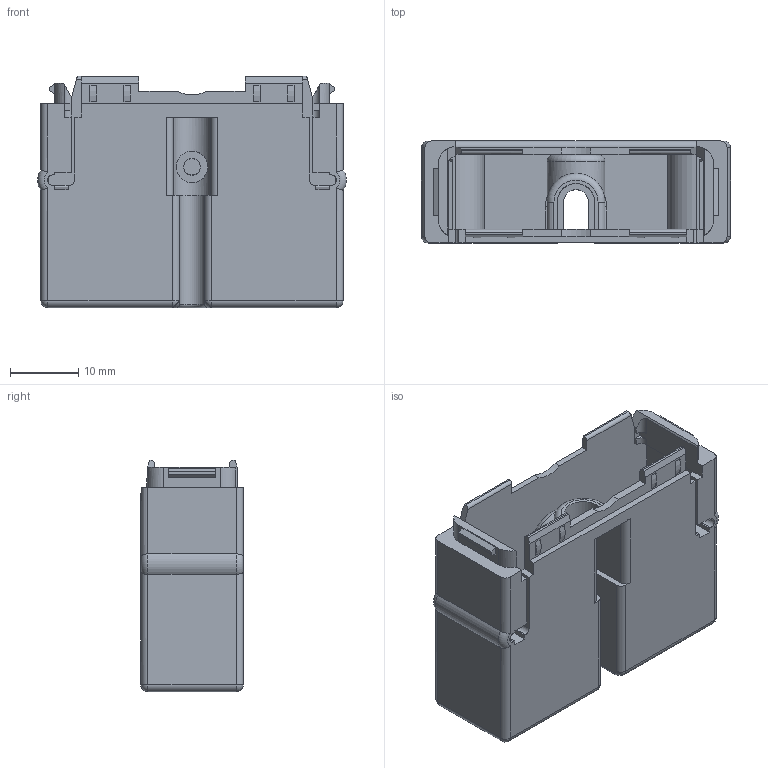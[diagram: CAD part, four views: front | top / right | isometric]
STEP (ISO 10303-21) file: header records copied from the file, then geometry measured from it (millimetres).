
FILE_DESCRIPTION((''),'2;1');
FILE_NAME('33516012303','2020-01-13T',('presta_be4'),(''),'CREO PARAMETRIC BY PTC INC, 2018360','CREO PARAMETRIC BY PTC INC, 2018360','');
FILE_SCHEMA(('CONFIG_CONTROL_DESIGN'));
Length unit declared in the file: millimetre
Products named in the file (1): 33516012303
Bounding box: 45.42 x 15.03 x 34 mm (x, y, z)
Volume: 8964.9 mm3; surface area: 10445 mm2
Topology: 4 solids, 4 shells, 340 faces, 856 edges, 531 vertices
Faces by surface type: plane 196, cylinder 97, cone 24, torus 15, sphere 6, bspline 2
Entity records: 10524 total; most frequent: CARTESIAN_POINT 2256, DIRECTION 1726, ORIENTED_EDGE 1700, EDGE_CURVE 850, VECTOR 588, LINE 588, AXIS2_PLACEMENT_3D 569, VERTEX_POINT 531
